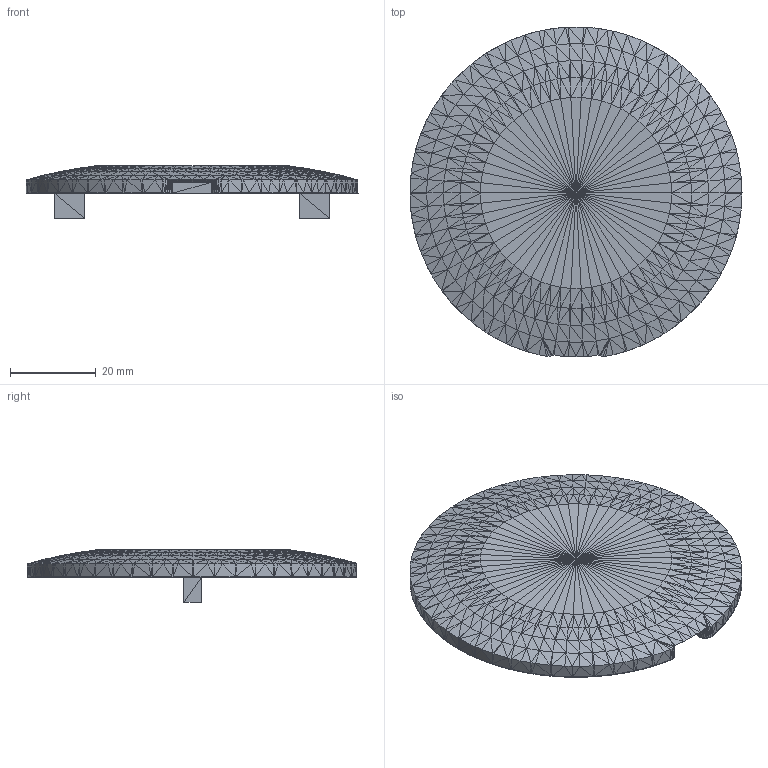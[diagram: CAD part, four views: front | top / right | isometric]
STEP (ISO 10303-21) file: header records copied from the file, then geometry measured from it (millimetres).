
FILE_DESCRIPTION(('CAx-IF Rec.Pracs.---Model Styling and Organization---1.5---2016-08-15','CAx-IF Rec.Pracs.---Geometric and Assembly Validation Properties---4.4---2016-08-17','CAx-IF Rec.Pracs.---User Defined Attributes---1.5---2016-08-15','CAx-IF Rec.Pracs.---External References---2.1---2005-01-19'),'2;1');
FILE_NAME('kryshka.stp','2020-05-24T22:46:02',('Unspecified'),('Unspecified'),'CAD Exchanger 3.8.0 (cadexchanger.com)','Unspecified','');
FILE_SCHEMA(('AUTOMOTIVE_DESIGN { 1 0 10303 214 1 1 1 1 }'));
Length unit declared in the file: millimetre
Bounding box: 77.43 x 76.94 x 12.28 mm (x, y, z)
Surface area: 10510.9 mm2 (no closed solid volume)
Topology: 0 solids, 1576 shells, 1576 faces, 4728 edges, 4728 vertices
Faces by surface type: plane 1576
Entity records: 17350 total; most frequent: CARTESIAN_POINT 6304, DIRECTION 3152, FACE_SURFACE 1576, FACE_OUTER_BOUND 1576, POLY_LOOP 1576, PLANE 1576, AXIS2_PLACEMENT_3D 1576, APPLICATION_CONTEXT 1
